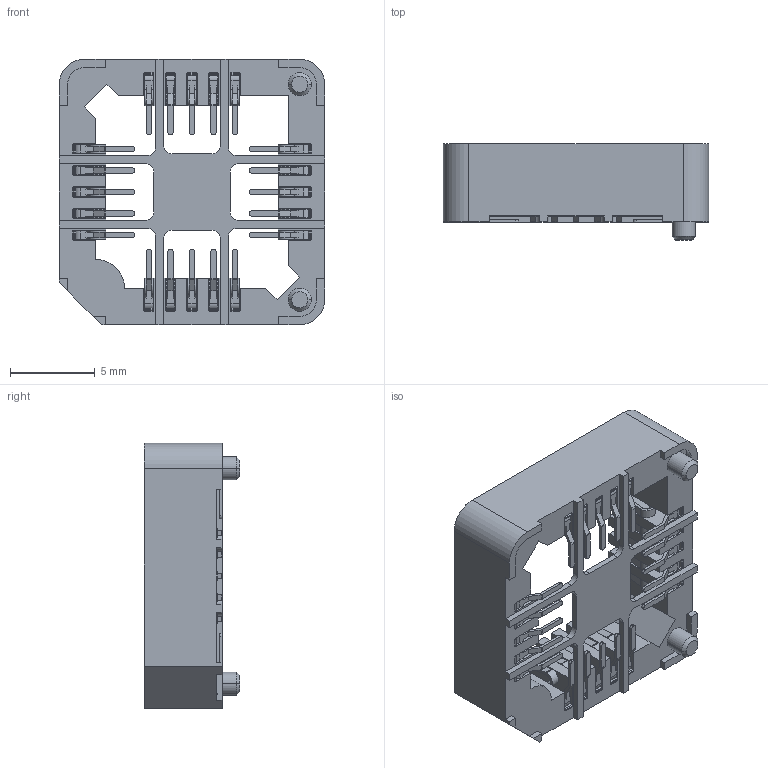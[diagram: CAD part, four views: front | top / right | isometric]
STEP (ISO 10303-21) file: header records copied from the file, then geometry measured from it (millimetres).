
FILE_DESCRIPTION(('STEP AP242'),'1');
FILE_NAME('ic_socket_a-ccs_020-z-smp.stp','2024-04-15T05:42:24',('TraceParts'),('TraceParts S.A.'),'Spatial InterOp 3D',' ',' ');
FILE_SCHEMA(('AP242_MANAGED_MODEL_BASED_3D_ENGINEERING_MIM_LF {1 0 10303 442 1 1 4}'));
Length unit declared in the file: millimetre
Products named in the file (1): ic_socket_a-ccs_020-z-smp
Bounding box: 15.65 x 5.65 x 15.65 mm (x, y, z)
Volume: 465.3 mm3; surface area: 1408 mm2
Topology: 1 solids, 1 shells, 1088 faces, 3287 edges, 2190 vertices
Faces by surface type: plane 700, cylinder 384, cone 4
Entity records: 45603 total; most frequent: ORIENTED_EDGE 6574, CARTESIAN_POINT 6566, DIRECTION 6237, EDGE_CURVE 3287, LINE 2515, VECTOR 2515, VERTEX_POINT 2190, AXIS2_PLACEMENT_3D 1861
